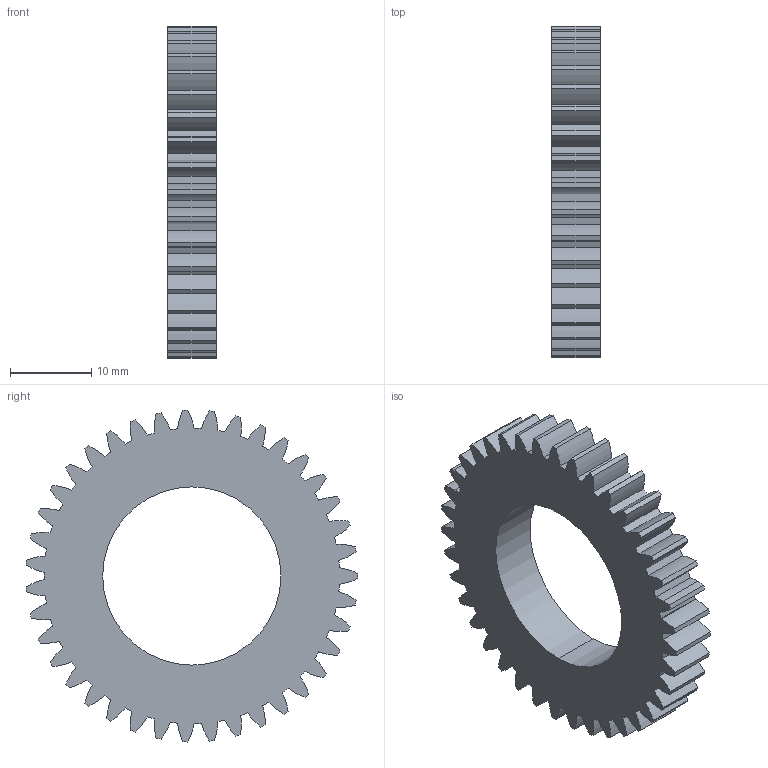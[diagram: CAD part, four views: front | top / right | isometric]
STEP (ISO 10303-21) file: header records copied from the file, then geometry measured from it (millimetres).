
FILE_DESCRIPTION (( 'STEP AP214' ), '1' );
FILE_NAME ('39T V6 temp.STEP', '2025-10-15T02:16:37', ( '' ), ( '' ), 'SwSTEP 2.0', 'SolidWorks 2025', '' );
FILE_SCHEMA (( 'AUTOMOTIVE_DESIGN' ));
Length unit declared in the file: millimetre
Products named in the file (1): 39T V6 temp
Bounding box: 6 x 40.96 x 40.99 mm (x, y, z)
Volume: 4762.9 mm3; surface area: 3477.7 mm2
Topology: 1 solids, 1 shells, 164 faces, 486 edges, 324 vertices
Faces by surface type: cylinder 162, plane 2
Entity records: 5721 total; most frequent: DIRECTION 1140, CARTESIAN_POINT 975, ORIENTED_EDGE 972, AXIS2_PLACEMENT_3D 489, EDGE_CURVE 486, CIRCLE 324, VERTEX_POINT 324, EDGE_LOOP 166
